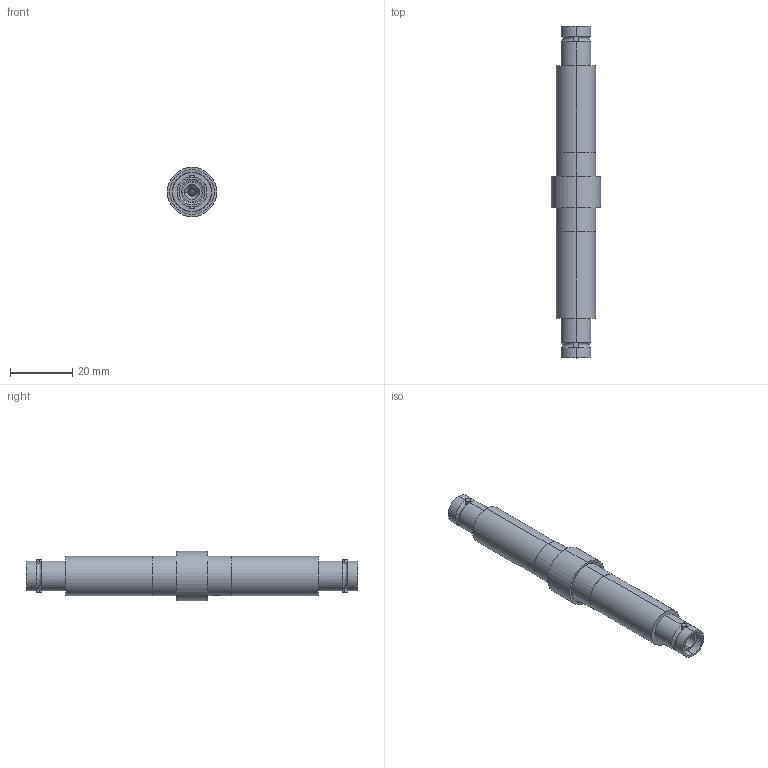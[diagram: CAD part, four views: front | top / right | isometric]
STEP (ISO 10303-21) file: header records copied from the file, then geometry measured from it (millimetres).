
FILE_DESCRIPTION (( 'STEP AP203' ), '1' );
FILE_NAME ('A0858-1-W.STEP', '2013-08-29T11:15:40', ( '' ), ( '' ), 'SwSTEP 2.0', 'SolidWorks 2012', '' );
FILE_SCHEMA (( 'CONFIG_CONTROL_DESIGN' ));
Length unit declared in the file: inch
Products named in the file (1): A0858-1-W
Bounding box: 15.85 x 106.68 x 15.85 mm (x, y, z)
Volume: 7355.2 mm3; surface area: 11258 mm2
Topology: 1 solids, 3 shells, 217 faces, 498 edges, 310 vertices
Faces by surface type: cylinder 112, cone 52, plane 37, bspline 16
Entity records: 6649 total; most frequent: CARTESIAN_POINT 1576, DIRECTION 1138, ORIENTED_EDGE 988, EDGE_CURVE 494, AXIS2_PLACEMENT_3D 486, VERTEX_POINT 310, CIRCLE 284, EDGE_LOOP 248
